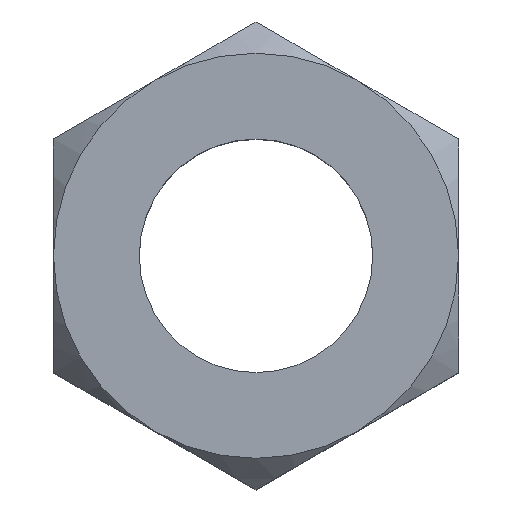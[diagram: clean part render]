
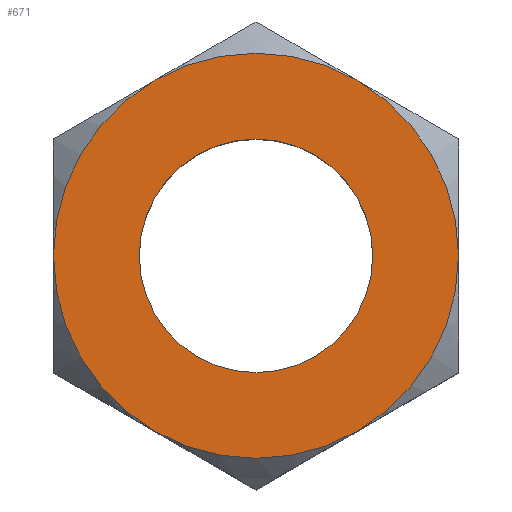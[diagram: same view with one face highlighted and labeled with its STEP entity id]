
A CAD part, top view. The second image highlights one B-rep face of the part: STEP entity #671.
In plain terms, the highlighted planar face has unit normal (0, 0, 1).
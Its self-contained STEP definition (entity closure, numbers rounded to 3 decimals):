
#14 = EDGE_CURVE ( 'NONE', #181, #591, #28, .T. ) ;
#15 = ORIENTED_EDGE ( 'NONE', *, *, #188, .F. ) ;
#16 = VERTEX_POINT ( 'NONE', #507 ) ;
#28 = CIRCLE ( 'NONE', #420, 12. ) ;
#45 = DIRECTION ( 'NONE',  ( -1., 0., 0. ) ) ;
#70 = VERTEX_POINT ( 'NONE', #636 ) ;
#82 = CARTESIAN_POINT ( 'NONE',  ( 0., 0., 6.5 ) ) ;
#83 = CARTESIAN_POINT ( 'NONE',  ( -6.918, 0., 6.5 ) ) ;
#87 = DIRECTION ( 'NONE',  ( 0., 0., -1. ) ) ;
#111 = EDGE_CURVE ( 'REUNA', #482, #305, #215, .T. ) ;
#123 = VERTEX_POINT ( 'NONE', #641 ) ;
#132 = DIRECTION ( 'NONE',  ( 0., 0., -1. ) ) ;
#138 = CARTESIAN_POINT ( 'NONE',  ( 6., 10.392, 6.5 ) ) ;
#139 = EDGE_LOOP ( 'NONE', ( #502, #323 ) ) ;
#147 = DIRECTION ( 'NONE',  ( -1., 0., 0. ) ) ;
#149 = EDGE_CURVE ( 'NONE', #379, #181, #322, .T. ) ;
#153 = DIRECTION ( 'NONE',  ( -1., 0., 0. ) ) ;
#168 = CIRCLE ( 'NONE', #758, 12. ) ;
#177 = CIRCLE ( 'NONE', #408, 12. ) ;
#181 = VERTEX_POINT ( 'NONE', #284 ) ;
#188 = EDGE_CURVE ( 'NONE', #123, #379, #168, .T. ) ;
#203 = CARTESIAN_POINT ( 'NONE',  ( 0., 0., 6.5 ) ) ;
#215 = CIRCLE ( 'NONE', #547, 6.918 ) ;
#219 = EDGE_LOOP ( 'NONE', ( #471, #536, #355, #677, #557, #15 ) ) ;
#237 = AXIS2_PLACEMENT_3D ( 'NONE', #82, #501, #147 ) ;
#257 = DIRECTION ( 'NONE',  ( 1., 0., 0. ) ) ;
#266 = PLANE ( 'NONE',  #427 ) ;
#284 = CARTESIAN_POINT ( 'NONE',  ( 12., 0., 6.5 ) ) ;
#303 = EDGE_CURVE ( 'NONE', #70, #123, #177, .T. ) ;
#305 = VERTEX_POINT ( 'NONE', #307 ) ;
#307 = CARTESIAN_POINT ( 'NONE',  ( 6.918, 0., 6.5 ) ) ;
#309 = CIRCLE ( 'NONE', #393, 12. ) ;
#322 = CIRCLE ( 'NONE', #673, 12. ) ;
#323 = ORIENTED_EDGE ( 'NONE', *, *, #111, .F. ) ;
#328 = CARTESIAN_POINT ( 'NONE',  ( 0., 0., 6.5 ) ) ;
#329 = CIRCLE ( 'NONE', #237, 12. ) ;
#339 = CARTESIAN_POINT ( 'NONE',  ( 0., 0., 6.5 ) ) ;
#343 = DIRECTION ( 'NONE',  ( 0., 0., -1. ) ) ;
#355 = ORIENTED_EDGE ( 'NONE', *, *, #690, .F. ) ;
#362 = CIRCLE ( 'NONE', #574, 6.918 ) ;
#379 = VERTEX_POINT ( 'NONE', #138 ) ;
#383 = EDGE_CURVE ( 'REUNA', #305, #482, #362, .T. ) ;
#384 = CARTESIAN_POINT ( 'NONE',  ( -24., 0., 6.5 ) ) ;
#387 = DIRECTION ( 'NONE',  ( -1., 0., 0. ) ) ;
#393 = AXIS2_PLACEMENT_3D ( 'NONE', #328, #760, #387 ) ;
#394 = DIRECTION ( 'NONE',  ( 1., 0., 0. ) ) ;
#402 = DIRECTION ( 'NONE',  ( 0., 0., -1. ) ) ;
#408 = AXIS2_PLACEMENT_3D ( 'NONE', #486, #132, #548 ) ;
#420 = AXIS2_PLACEMENT_3D ( 'NONE', #442, #87, #630 ) ;
#427 = AXIS2_PLACEMENT_3D ( 'NONE', #384, #508, #153 ) ;
#428 = CARTESIAN_POINT ( 'NONE',  ( 6., -10.392, 6.5 ) ) ;
#442 = CARTESIAN_POINT ( 'NONE',  ( 0., 0., 6.5 ) ) ;
#471 = ORIENTED_EDGE ( 'NONE', *, *, #303, .F. ) ;
#482 = VERTEX_POINT ( 'NONE', #83 ) ;
#486 = CARTESIAN_POINT ( 'NONE',  ( 0., 0., 6.5 ) ) ;
#501 = DIRECTION ( 'NONE',  ( 0., 0., -1. ) ) ;
#502 = ORIENTED_EDGE ( 'NONE', *, *, #383, .F. ) ;
#507 = CARTESIAN_POINT ( 'NONE',  ( -6., -10.392, 6.5 ) ) ;
#508 = DIRECTION ( 'NONE',  ( 0., 0., -1. ) ) ;
#536 = ORIENTED_EDGE ( 'NONE', *, *, #604, .F. ) ;
#547 = AXIS2_PLACEMENT_3D ( 'NONE', #339, #766, #394 ) ;
#548 = DIRECTION ( 'NONE',  ( -1., 0., 0. ) ) ;
#557 = ORIENTED_EDGE ( 'NONE', *, *, #149, .F. ) ;
#574 = AXIS2_PLACEMENT_3D ( 'NONE', #203, #619, #257 ) ;
#591 = VERTEX_POINT ( 'NONE', #428 ) ;
#604 = EDGE_CURVE ( 'NONE', #16, #70, #329, .T. ) ;
#619 = DIRECTION ( 'NONE',  ( 0., 0., 1. ) ) ;
#630 = DIRECTION ( 'NONE',  ( -1., 0., 0. ) ) ;
#632 = FACE_BOUND ( 'NONE', #139, .T. ) ;
#636 = CARTESIAN_POINT ( 'NONE',  ( -12., 0., 6.5 ) ) ;
#641 = CARTESIAN_POINT ( 'NONE',  ( -6., 10.392, 6.5 ) ) ;
#656 = FACE_OUTER_BOUND ( 'NONE', #219, .T. ) ;
#671 = ADVANCED_FACE ( 'TASO', ( #632, #656 ), #266, .F. ) ;
#673 = AXIS2_PLACEMENT_3D ( 'NONE', #713, #343, #771 ) ;
#677 = ORIENTED_EDGE ( 'NONE', *, *, #14, .F. ) ;
#690 = EDGE_CURVE ( 'NONE', #591, #16, #309, .T. ) ;
#713 = CARTESIAN_POINT ( 'NONE',  ( 0., 0., 6.5 ) ) ;
#758 = AXIS2_PLACEMENT_3D ( 'NONE', #774, #402, #45 ) ;
#760 = DIRECTION ( 'NONE',  ( 0., 0., -1. ) ) ;
#766 = DIRECTION ( 'NONE',  ( 0., 0., 1. ) ) ;
#771 = DIRECTION ( 'NONE',  ( -1., 0., 0. ) ) ;
#774 = CARTESIAN_POINT ( 'NONE',  ( 0., 0., 6.5 ) ) ;
